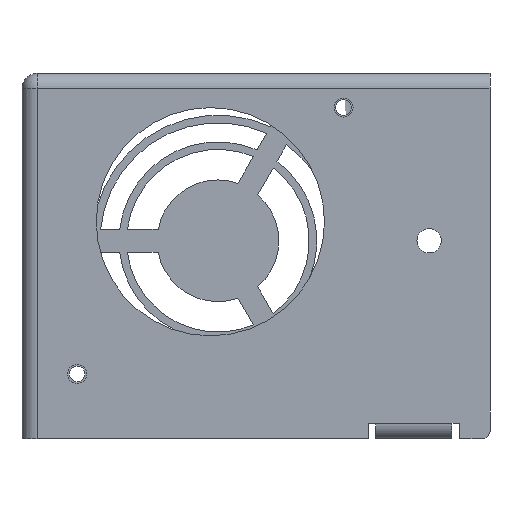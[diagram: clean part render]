
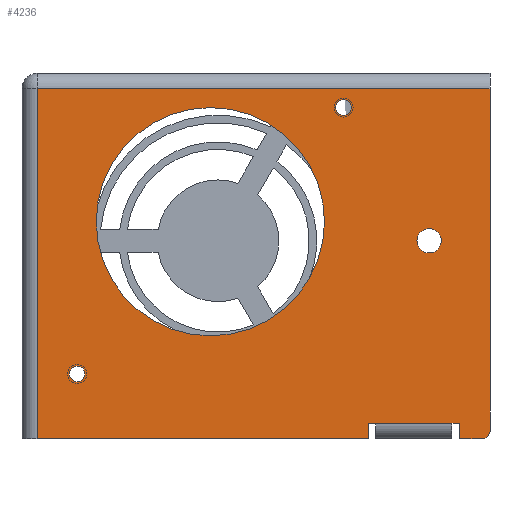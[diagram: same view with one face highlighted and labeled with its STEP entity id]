
A CAD part, left-side view. The second image highlights one B-rep face of the part: STEP entity #4236.
In plain terms, the highlighted planar face has unit normal (-1, 0, 0).
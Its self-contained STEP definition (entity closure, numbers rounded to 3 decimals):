
#605=CARTESIAN_POINT('',(-28.,-22.75,-22.));
#606=DIRECTION('',(1.,0.,0.));
#607=DIRECTION('',(0.,0.,-1.));
#608=AXIS2_PLACEMENT_3D('',#605,#606,#607);
#610=CARTESIAN_POINT('',(-28.,-22.75,-22.));
#611=DIRECTION('',(1.,0.,0.));
#612=DIRECTION('',(0.,0.,1.));
#613=AXIS2_PLACEMENT_3D('',#610,#611,#612);
#615=CARTESIAN_POINT('',(-28.,6.,-19.5));
#616=DIRECTION('',(-1.,0.,0.));
#617=DIRECTION('',(0.,0.,1.));
#618=AXIS2_PLACEMENT_3D('',#615,#616,#617);
#620=CARTESIAN_POINT('',(-28.,6.,-19.5));
#621=DIRECTION('',(-1.,0.,0.));
#622=DIRECTION('',(0.,0.,-1.));
#623=AXIS2_PLACEMENT_3D('',#620,#621,#622);
#625=CARTESIAN_POINT('',(-28.,-11.5,-4.5));
#626=DIRECTION('',(-1.,0.,0.));
#627=DIRECTION('',(0.,1.,0.));
#628=AXIS2_PLACEMENT_3D('',#625,#626,#627);
#630=CARTESIAN_POINT('',(-28.,-11.5,-4.5));
#631=DIRECTION('',(-1.,0.,0.));
#632=DIRECTION('',(0.,-1.,0.));
#633=AXIS2_PLACEMENT_3D('',#630,#631,#632);
#635=CARTESIAN_POINT('',(-28.,23.5,-39.5));
#636=DIRECTION('',(-1.,0.,0.));
#637=DIRECTION('',(0.,1.,0.));
#638=AXIS2_PLACEMENT_3D('',#635,#636,#637);
#640=CARTESIAN_POINT('',(-28.,23.5,-39.5));
#641=DIRECTION('',(-1.,0.,0.));
#642=DIRECTION('',(0.,-1.,0.));
#643=AXIS2_PLACEMENT_3D('',#640,#641,#642);
#645=CARTESIAN_POINT('',(-28.,-29.75,-47.));
#646=DIRECTION('',(-1.,0.,0.));
#647=DIRECTION('',(0.,0.,-1.));
#648=AXIS2_PLACEMENT_3D('',#645,#646,#647);
#650=DIRECTION('',(0.,0.,-1.));
#651=VECTOR('',#650,2.);
#652=CARTESIAN_POINT('',(-28.,-26.75,-46.));
#653=LINE('',#652,#651);
#654=DIRECTION('',(0.,-1.,0.));
#655=VECTOR('',#654,1.);
#656=CARTESIAN_POINT('',(-28.,-25.75,-46.));
#657=LINE('',#656,#655);
#658=DIRECTION('',(0.,1.,0.));
#659=VECTOR('',#658,10.);
#660=CARTESIAN_POINT('',(-28.,-25.75,-46.));
#661=LINE('',#660,#659);
#662=DIRECTION('',(0.,-1.,0.));
#663=VECTOR('',#662,1.);
#664=CARTESIAN_POINT('',(-28.,-14.75,-46.));
#665=LINE('',#664,#663);
#666=DIRECTION('',(0.,0.,1.));
#667=VECTOR('',#666,2.);
#668=CARTESIAN_POINT('',(-28.,-14.75,-48.));
#669=LINE('',#668,#667);
#670=DIRECTION('',(0.,0.,-1.));
#671=VECTOR('',#670,46.);
#672=CARTESIAN_POINT('',(-28.,28.75,-2.));
#673=LINE('',#672,#671);
#674=DIRECTION('',(0.,-1.,0.));
#675=VECTOR('',#674,59.5);
#676=CARTESIAN_POINT('',(-28.,28.75,-2.));
#677=LINE('',#676,#675);
#1360=DIRECTION('',(0.,0.,-1.));
#1361=VECTOR('',#1360,45.);
#1362=CARTESIAN_POINT('',(-28.,-30.75,-2.));
#1363=LINE('',#1362,#1361);
#1411=DIRECTION('',(0.,-1.,0.));
#1412=VECTOR('',#1411,43.5);
#1413=CARTESIAN_POINT('',(-28.,28.75,-48.));
#1414=LINE('',#1413,#1412);
#1560=DIRECTION('',(0.,-1.,0.));
#1561=VECTOR('',#1560,3.);
#1562=CARTESIAN_POINT('',(-28.,-26.75,-48.));
#1563=LINE('',#1562,#1561);
#2681=CARTESIAN_POINT('',(-28.,-14.75,-48.));
#2683=VERTEX_POINT('',#2681);
#2689=CARTESIAN_POINT('',(-28.,-26.75,-48.));
#2691=VERTEX_POINT('',#2689);
#2697=CARTESIAN_POINT('',(-28.,-14.75,-46.));
#2698=VERTEX_POINT('',#2697);
#2699=CARTESIAN_POINT('',(-28.,-26.75,-46.));
#2700=VERTEX_POINT('',#2699);
#2784=CARTESIAN_POINT('',(-28.,-30.75,-2.));
#2786=VERTEX_POINT('',#2784);
#2787=CARTESIAN_POINT('',(-28.,28.75,-2.));
#2788=VERTEX_POINT('',#2787);
#2791=CARTESIAN_POINT('',(-28.,28.75,-48.));
#2793=VERTEX_POINT('',#2791);
#2814=CARTESIAN_POINT('',(-28.,-15.75,-46.));
#2816=VERTEX_POINT('',#2814);
#2817=CARTESIAN_POINT('',(-28.,-25.75,-46.));
#2818=VERTEX_POINT('',#2817);
#2973=CARTESIAN_POINT('',(-28.,-22.75,-23.6));
#2974=CARTESIAN_POINT('',(-28.,-22.75,-20.4));
#2975=VERTEX_POINT('',#2973);
#2976=VERTEX_POINT('',#2974);
#3149=CARTESIAN_POINT('',(-28.,6.,-4.5));
#3150=CARTESIAN_POINT('',(-28.,6.,-34.5));
#3151=VERTEX_POINT('',#3149);
#3152=VERTEX_POINT('',#3150);
#3197=CARTESIAN_POINT('',(-28.,-10.475,-4.5));
#3198=CARTESIAN_POINT('',(-28.,-12.525,-4.5));
#3199=VERTEX_POINT('',#3197);
#3200=VERTEX_POINT('',#3198);
#3206=CARTESIAN_POINT('',(-28.,24.525,-39.5));
#3208=VERTEX_POINT('',#3206);
#3210=CARTESIAN_POINT('',(-28.,22.475,-39.5));
#3212=VERTEX_POINT('',#3210);
#3309=CARTESIAN_POINT('',(-28.,-29.75,-48.));
#3310=CARTESIAN_POINT('',(-28.,-30.75,-47.));
#3311=VERTEX_POINT('',#3309);
#3312=VERTEX_POINT('',#3310);
#4184=CARTESIAN_POINT('',(-28.,30.75,0.));
#4185=DIRECTION('',(-1.,0.,0.));
#4186=DIRECTION('',(0.,-1.,0.));
#4187=AXIS2_PLACEMENT_3D('',#4184,#4185,#4186);
#4188=PLANE('',#4187);
#4190=ORIENTED_EDGE('',*,*,#4189,.F.);
#4192=ORIENTED_EDGE('',*,*,#4191,.F.);
#4194=ORIENTED_EDGE('',*,*,#4193,.F.);
#4196=ORIENTED_EDGE('',*,*,#4195,.F.);
#4198=ORIENTED_EDGE('',*,*,#4197,.T.);
#4200=ORIENTED_EDGE('',*,*,#4199,.F.);
#4202=ORIENTED_EDGE('',*,*,#4201,.F.);
#4204=ORIENTED_EDGE('',*,*,#4203,.F.);
#4206=ORIENTED_EDGE('',*,*,#4205,.F.);
#4208=ORIENTED_EDGE('',*,*,#4207,.T.);
#4210=ORIENTED_EDGE('',*,*,#4209,.T.);
#4211=EDGE_LOOP('',(#4190,#4192,#4194,#4196,#4198,#4200,#4202,#4204,#4206,#4208,
#4210));
#4212=FACE_OUTER_BOUND('',#4211,.F.);
#4214=ORIENTED_EDGE('',*,*,#4213,.T.);
#4216=ORIENTED_EDGE('',*,*,#4215,.T.);
#4217=EDGE_LOOP('',(#4214,#4216));
#4218=FACE_BOUND('',#4217,.F.);
#4220=ORIENTED_EDGE('',*,*,#4219,.T.);
#4222=ORIENTED_EDGE('',*,*,#4221,.T.);
#4223=EDGE_LOOP('',(#4220,#4222));
#4224=FACE_BOUND('',#4223,.F.);
#4226=ORIENTED_EDGE('',*,*,#4225,.T.);
#4228=ORIENTED_EDGE('',*,*,#4227,.T.);
#4229=EDGE_LOOP('',(#4226,#4228));
#4230=FACE_BOUND('',#4229,.F.);
#4231=ORIENTED_EDGE('',*,*,#4158,.F.);
#4233=ORIENTED_EDGE('',*,*,#4232,.F.);
#4234=EDGE_LOOP('',(#4231,#4233));
#4235=FACE_BOUND('',#4234,.F.);
#609=CIRCLE('',#608,1.6);
#614=CIRCLE('',#613,1.6);
#619=CIRCLE('',#618,15.);
#624=CIRCLE('',#623,15.);
#629=CIRCLE('',#628,1.025);
#634=CIRCLE('',#633,1.025);
#639=CIRCLE('',#638,1.025);
#644=CIRCLE('',#643,1.025);
#649=CIRCLE('',#648,1.);
#4158=EDGE_CURVE('',#2975,#2976,#609,.T.);
#4189=EDGE_CURVE('',#3311,#3312,#649,.T.);
#4191=EDGE_CURVE('',#2691,#3311,#1563,.T.);
#4193=EDGE_CURVE('',#2700,#2691,#653,.T.);
#4195=EDGE_CURVE('',#2818,#2700,#657,.T.);
#4197=EDGE_CURVE('',#2818,#2816,#661,.T.);
#4199=EDGE_CURVE('',#2698,#2816,#665,.T.);
#4201=EDGE_CURVE('',#2683,#2698,#669,.T.);
#4203=EDGE_CURVE('',#2793,#2683,#1414,.T.);
#4205=EDGE_CURVE('',#2788,#2793,#673,.T.);
#4207=EDGE_CURVE('',#2788,#2786,#677,.T.);
#4209=EDGE_CURVE('',#2786,#3312,#1363,.T.);
#4213=EDGE_CURVE('',#3151,#3152,#619,.T.);
#4215=EDGE_CURVE('',#3152,#3151,#624,.T.);
#4219=EDGE_CURVE('',#3199,#3200,#629,.T.);
#4221=EDGE_CURVE('',#3200,#3199,#634,.T.);
#4225=EDGE_CURVE('',#3208,#3212,#639,.T.);
#4227=EDGE_CURVE('',#3212,#3208,#644,.T.);
#4232=EDGE_CURVE('',#2976,#2975,#614,.T.);
#4236=ADVANCED_FACE('',(#4212,#4218,#4224,#4230,#4235),#4188,.T.);
